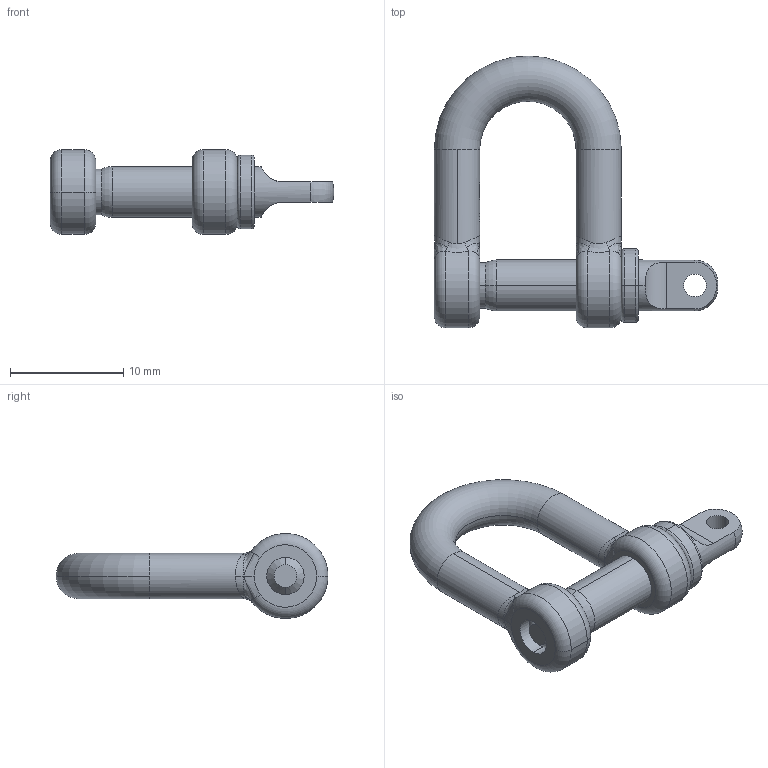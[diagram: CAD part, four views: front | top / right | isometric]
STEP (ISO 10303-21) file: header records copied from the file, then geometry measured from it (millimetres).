
FILE_DESCRIPTION (( 'STEP AP203' ), '1' );
FILE_NAME ('10005004.STEP', '2018-06-14T11:18:31', ( '' ), ( '' ), 'SwSTEP 2.0', 'SolidWorks 2015', '' );
FILE_SCHEMA (( 'CONFIG_CONTROL_DESIGN' ));
Length unit declared in the file: millimetre
Products named in the file (3): 1000500X Teil1_10005004 Teil1; 1000500X Teil2_10005004 Teil2; 10005004
Assembly tree (2 placements, depth 2):
  10005004
    1000500X Teil1_10005004 Teil1
    1000500X Teil2_10005004 Teil2
Bounding box: 25 x 24 x 7.48 mm (x, y, z)
Volume: 1035.7 mm3; surface area: 1186 mm2
Topology: 2 solids, 2 shells, 288 faces, 731 edges, 474 vertices
Faces by surface type: bspline 135, plane 83, cylinder 48, torus 18, cone 4
Entity records: 13675 total; most frequent: CARTESIAN_POINT 7536, ORIENTED_EDGE 1462, DIRECTION 768, EDGE_CURVE 731, VERTEX_POINT 474, B_SPLINE_CURVE_WITH_KNOTS 427, EDGE_LOOP 321, AXIS2_PLACEMENT_3D 306
